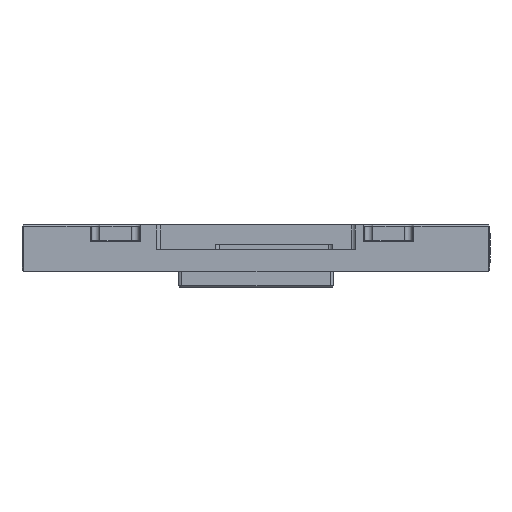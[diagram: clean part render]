
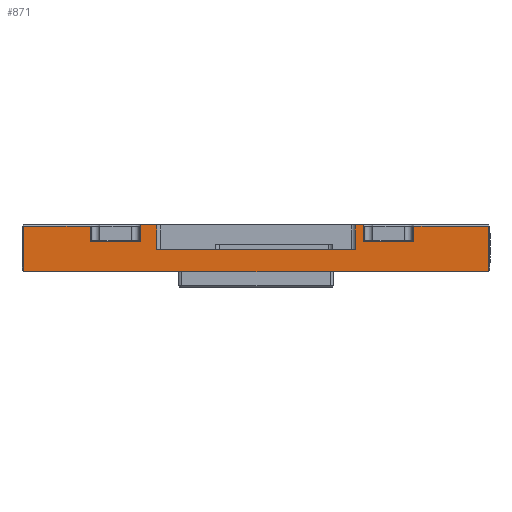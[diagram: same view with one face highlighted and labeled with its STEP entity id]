
A CAD part, front view. The second image highlights one B-rep face of the part: STEP entity #871.
In plain terms, the highlighted planar face has unit normal (0, -1, 0).
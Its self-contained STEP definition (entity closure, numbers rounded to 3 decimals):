
#79 = LINE ( 'NONE', #3177, #13323 ) ;
#100 = FACE_OUTER_BOUND ( 'NONE', #4998, .T. ) ;
#313 = CARTESIAN_POINT ( 'NONE',  ( 20.25, -90.5, -2.2 ) ) ;
#341 = VERTEX_POINT ( 'NONE', #6376 ) ;
#377 = CARTESIAN_POINT ( 'NONE',  ( -21.25, -90.5, -0.2 ) ) ;
#406 = VECTOR ( 'NONE', #5031, 1000. ) ;
#709 = DIRECTION ( 'NONE',  ( 1., 0., 0. ) ) ;
#728 = VERTEX_POINT ( 'NONE', #10166 ) ;
#871 = ADVANCED_FACE ( 'NONE', ( #100 ), #5293, .T. ) ;
#916 = VECTOR ( 'NONE', #9713, 1000. ) ;
#973 = LINE ( 'NONE', #8368, #6127 ) ;
#1056 = DIRECTION ( 'NONE',  ( 0., 0., -1. ) ) ;
#1189 = VECTOR ( 'NONE', #2113, 1000. ) ;
#1424 = VERTEX_POINT ( 'NONE', #2218 ) ;
#1462 = ORIENTED_EDGE ( 'NONE', *, *, #9234, .F. ) ;
#1487 = CARTESIAN_POINT ( 'NONE',  ( -30., -90.5, -2.2 ) ) ;
#1581 = ORIENTED_EDGE ( 'NONE', *, *, #2077, .T. ) ;
#1686 = ORIENTED_EDGE ( 'NONE', *, *, #12696, .T. ) ;
#1740 = VECTOR ( 'NONE', #7685, 1000. ) ;
#2077 = EDGE_CURVE ( 'NONE', #4769, #341, #9625, .T. ) ;
#2113 = DIRECTION ( 'NONE',  ( 0., 0., -1. ) ) ;
#2157 = DIRECTION ( 'NONE',  ( 0., 0., -1. ) ) ;
#2194 = DIRECTION ( 'NONE',  ( -1., 0., 0. ) ) ;
#2218 = CARTESIAN_POINT ( 'NONE',  ( -14.75, -90.5, 0. ) ) ;
#2231 = EDGE_CURVE ( 'NONE', #1424, #341, #4485, .T. ) ;
#2397 = EDGE_CURVE ( 'NONE', #1424, #3587, #10433, .T. ) ;
#2424 = CARTESIAN_POINT ( 'NONE',  ( 13.75, -90.5, 0. ) ) ;
#2434 = DIRECTION ( 'NONE',  ( 1., 0., 0. ) ) ;
#2521 = VECTOR ( 'NONE', #13428, 1000. ) ;
#2601 = VERTEX_POINT ( 'NONE', #9800 ) ;
#2848 = VERTEX_POINT ( 'NONE', #3223 ) ;
#2853 = EDGE_CURVE ( 'NONE', #3725, #5683, #5452, .T. ) ;
#3013 = DIRECTION ( 'NONE',  ( 1., 0., 0. ) ) ;
#3143 = CARTESIAN_POINT ( 'NONE',  ( 20.25, -90.5, -2. ) ) ;
#3172 = ORIENTED_EDGE ( 'NONE', *, *, #10477, .T. ) ;
#3177 = CARTESIAN_POINT ( 'NONE',  ( -30., -90.5, -0.2 ) ) ;
#3223 = CARTESIAN_POINT ( 'NONE',  ( 13.75, -90.5, -2.2 ) ) ;
#3234 = EDGE_CURVE ( 'NONE', #2601, #4701, #11766, .T. ) ;
#3305 = VERTEX_POINT ( 'NONE', #377 ) ;
#3437 = ORIENTED_EDGE ( 'NONE', *, *, #10063, .T. ) ;
#3587 = VERTEX_POINT ( 'NONE', #12574 ) ;
#3693 = EDGE_CURVE ( 'NONE', #4319, #4594, #5419, .T. ) ;
#3725 = VERTEX_POINT ( 'NONE', #7271 ) ;
#3827 = VECTOR ( 'NONE', #2194, 1000. ) ;
#4003 = LINE ( 'NONE', #10408, #9598 ) ;
#4010 = EDGE_CURVE ( 'NONE', #9186, #2601, #79, .T. ) ;
#4101 = CARTESIAN_POINT ( 'NONE',  ( -14.75, -90.5, -2. ) ) ;
#4212 = ORIENTED_EDGE ( 'NONE', *, *, #3234, .T. ) ;
#4319 = VERTEX_POINT ( 'NONE', #5812 ) ;
#4396 = ORIENTED_EDGE ( 'NONE', *, *, #4010, .T. ) ;
#4466 = DIRECTION ( 'NONE',  ( 0., 0., 1. ) ) ;
#4485 = LINE ( 'NONE', #7700, #5112 ) ;
#4594 = VERTEX_POINT ( 'NONE', #8071 ) ;
#4701 = VERTEX_POINT ( 'NONE', #313 ) ;
#4769 = VERTEX_POINT ( 'NONE', #13199 ) ;
#4998 = EDGE_LOOP ( 'NONE', ( #1581, #11738, #6365, #7214, #10686, #12346, #6030, #7262, #3437, #4396, #4212, #3172, #1686, #9277, #11533, #1462 ) ) ;
#5031 = DIRECTION ( 'NONE',  ( -1., 0., 0. ) ) ;
#5112 = VECTOR ( 'NONE', #2434, 1000. ) ;
#5293 = PLANE ( 'NONE',  #6610 ) ;
#5419 = LINE ( 'NONE', #11534, #8914 ) ;
#5452 = LINE ( 'NONE', #6556, #916 ) ;
#5625 = EDGE_CURVE ( 'NONE', #3305, #3725, #13363, .T. ) ;
#5683 = VERTEX_POINT ( 'NONE', #7641 ) ;
#5812 = CARTESIAN_POINT ( 'NONE',  ( 12.75, -90.5, -3.2 ) ) ;
#6030 = ORIENTED_EDGE ( 'NONE', *, *, #2853, .T. ) ;
#6127 = VECTOR ( 'NONE', #709, 1000. ) ;
#6140 = CARTESIAN_POINT ( 'NONE',  ( -30., -90.5, -0.2 ) ) ;
#6276 = VERTEX_POINT ( 'NONE', #2424 ) ;
#6365 = ORIENTED_EDGE ( 'NONE', *, *, #2397, .T. ) ;
#6376 = CARTESIAN_POINT ( 'NONE',  ( -12.75, -90.5, 0. ) ) ;
#6556 = CARTESIAN_POINT ( 'NONE',  ( -29.8, -90.5, -6. ) ) ;
#6610 = AXIS2_PLACEMENT_3D ( 'NONE', #10509, #9477, #1056 ) ;
#6770 = CARTESIAN_POINT ( 'NONE',  ( -21.25, -90.5, 0. ) ) ;
#6910 = LINE ( 'NONE', #6770, #10531 ) ;
#7214 = ORIENTED_EDGE ( 'NONE', *, *, #11930, .T. ) ;
#7262 = ORIENTED_EDGE ( 'NONE', *, *, #7311, .T. ) ;
#7271 = CARTESIAN_POINT ( 'NONE',  ( -29.8, -90.5, -0.2 ) ) ;
#7311 = EDGE_CURVE ( 'NONE', #5683, #11566, #973, .T. ) ;
#7316 = LINE ( 'NONE', #1487, #3827 ) ;
#7641 = CARTESIAN_POINT ( 'NONE',  ( -29.8, -90.5, -6. ) ) ;
#7685 = DIRECTION ( 'NONE',  ( 0., 0., 1. ) ) ;
#7700 = CARTESIAN_POINT ( 'NONE',  ( -30., -90.5, 0. ) ) ;
#7745 = CARTESIAN_POINT ( 'NONE',  ( 29.8, -90.5, -0.2 ) ) ;
#7759 = CARTESIAN_POINT ( 'NONE',  ( 29.8, -90.5, -6. ) ) ;
#7981 = VECTOR ( 'NONE', #2157, 1000. ) ;
#8071 = CARTESIAN_POINT ( 'NONE',  ( 12.75, -90.5, 0. ) ) ;
#8368 = CARTESIAN_POINT ( 'NONE',  ( -30., -90.5, -6. ) ) ;
#8400 = CARTESIAN_POINT ( 'NONE',  ( -12.75, -90.5, -3.2 ) ) ;
#8442 = DIRECTION ( 'NONE',  ( 0., 0., 1. ) ) ;
#8564 = CARTESIAN_POINT ( 'NONE',  ( 13.75, -90.5, 0. ) ) ;
#8598 = DIRECTION ( 'NONE',  ( 0., 0., 1. ) ) ;
#8914 = VECTOR ( 'NONE', #4466, 1000. ) ;
#9186 = VERTEX_POINT ( 'NONE', #7745 ) ;
#9217 = LINE ( 'NONE', #11411, #2521 ) ;
#9234 = EDGE_CURVE ( 'NONE', #4769, #4319, #9217, .T. ) ;
#9277 = ORIENTED_EDGE ( 'NONE', *, *, #11820, .F. ) ;
#9453 = DIRECTION ( 'NONE',  ( -1., 0., 0. ) ) ;
#9477 = DIRECTION ( 'NONE',  ( 0., -1., 0. ) ) ;
#9598 = VECTOR ( 'NONE', #3013, 1000. ) ;
#9625 = LINE ( 'NONE', #8400, #12139 ) ;
#9713 = DIRECTION ( 'NONE',  ( 0., 0., -1. ) ) ;
#9800 = CARTESIAN_POINT ( 'NONE',  ( 20.25, -90.5, -0.2 ) ) ;
#9852 = CARTESIAN_POINT ( 'NONE',  ( -30., -90.5, -2.2 ) ) ;
#9993 = LINE ( 'NONE', #9852, #13179 ) ;
#10053 = DIRECTION ( 'NONE',  ( -1., 0., 0. ) ) ;
#10063 = EDGE_CURVE ( 'NONE', #11566, #9186, #12920, .T. ) ;
#10166 = CARTESIAN_POINT ( 'NONE',  ( -21.25, -90.5, -2.2 ) ) ;
#10401 = EDGE_CURVE ( 'NONE', #728, #3305, #6910, .T. ) ;
#10408 = CARTESIAN_POINT ( 'NONE',  ( -30., -90.5, 0. ) ) ;
#10433 = LINE ( 'NONE', #4101, #7981 ) ;
#10477 = EDGE_CURVE ( 'NONE', #4701, #2848, #9993, .T. ) ;
#10509 = CARTESIAN_POINT ( 'NONE',  ( -30., -90.5, -6. ) ) ;
#10531 = VECTOR ( 'NONE', #10949, 1000. ) ;
#10630 = LINE ( 'NONE', #8564, #12989 ) ;
#10686 = ORIENTED_EDGE ( 'NONE', *, *, #10401, .T. ) ;
#10949 = DIRECTION ( 'NONE',  ( 0., 0., 1. ) ) ;
#11411 = CARTESIAN_POINT ( 'NONE',  ( 12.75, -90.5, -3.2 ) ) ;
#11533 = ORIENTED_EDGE ( 'NONE', *, *, #3693, .F. ) ;
#11534 = CARTESIAN_POINT ( 'NONE',  ( 12.75, -90.5, -3.2 ) ) ;
#11566 = VERTEX_POINT ( 'NONE', #12764 ) ;
#11738 = ORIENTED_EDGE ( 'NONE', *, *, #2231, .F. ) ;
#11766 = LINE ( 'NONE', #3143, #1189 ) ;
#11820 = EDGE_CURVE ( 'NONE', #4594, #6276, #4003, .T. ) ;
#11930 = EDGE_CURVE ( 'NONE', #3587, #728, #7316, .T. ) ;
#12139 = VECTOR ( 'NONE', #8598, 1000. ) ;
#12346 = ORIENTED_EDGE ( 'NONE', *, *, #5625, .T. ) ;
#12574 = CARTESIAN_POINT ( 'NONE',  ( -14.75, -90.5, -2.2 ) ) ;
#12696 = EDGE_CURVE ( 'NONE', #2848, #6276, #10630, .T. ) ;
#12764 = CARTESIAN_POINT ( 'NONE',  ( 29.8, -90.5, -6. ) ) ;
#12920 = LINE ( 'NONE', #7759, #1740 ) ;
#12989 = VECTOR ( 'NONE', #8442, 1000. ) ;
#13179 = VECTOR ( 'NONE', #10053, 1000. ) ;
#13199 = CARTESIAN_POINT ( 'NONE',  ( -12.75, -90.5, -3.2 ) ) ;
#13323 = VECTOR ( 'NONE', #9453, 1000. ) ;
#13363 = LINE ( 'NONE', #6140, #406 ) ;
#13428 = DIRECTION ( 'NONE',  ( 1., 0., 0. ) ) ;
